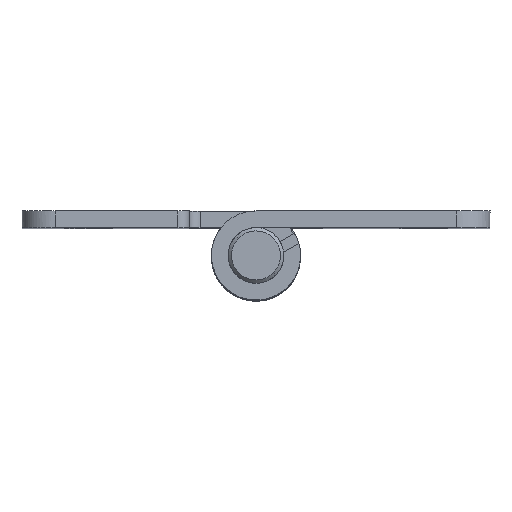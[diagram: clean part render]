
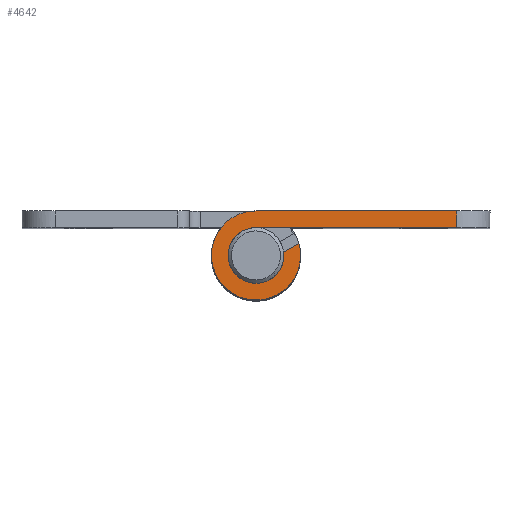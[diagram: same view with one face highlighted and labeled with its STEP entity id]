
A CAD part, top view. The second image highlights one B-rep face of the part: STEP entity #4642.
In plain terms, the highlighted free-form (B-spline) face has degree [1, 1] with [2, 2] control points.
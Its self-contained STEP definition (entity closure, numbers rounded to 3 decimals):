
#3291=CARTESIAN_POINT('',(3.854,1.07,62.0));
#3292=VERTEX_POINT('',#3291);
#3307=CARTESIAN_POINT('',(2.484,0.28,62.0));
#3308=VERTEX_POINT('',#3307);
#3316=CARTESIAN_POINT('',(3.854,1.07,62.0));
#3317=CARTESIAN_POINT('',(2.484,0.28,62.0));
#3318=QUASI_UNIFORM_CURVE('',1,(#3316,#3317),.UNSPECIFIED.,.F.,.U.);
#3319=EDGE_CURVE('',#3292,#3308,#3318,.T.);
#3392=CARTESIAN_POINT('',(18.0,2.5,62.0));
#3393=VERTEX_POINT('',#3392);
#3409=CARTESIAN_POINT('',(18.0,4.,62.0));
#3410=VERTEX_POINT('',#3409);
#3425=CARTESIAN_POINT('',(18.0,2.5,62.0));
#3426=CARTESIAN_POINT('',(18.0,4.,62.0));
#3427=QUASI_UNIFORM_CURVE('',1,(#3425,#3426),.UNSPECIFIED.,.F.,.U.);
#3428=EDGE_CURVE('',#3393,#3410,#3427,.T.);
#4543=CARTESIAN_POINT('',(-5.099,4.4,62.0));
#4544=CARTESIAN_POINT('',(19.099,4.4,62.0));
#4545=CARTESIAN_POINT('',(-5.099,-4.399,62.0));
#4546=CARTESIAN_POINT('',(19.099,-4.399,62.0));
#4547=B_SPLINE_SURFACE_WITH_KNOTS('',1,1,((#4543,#4545),(#4544,#4546)),.UNSPECIFIED.,.F.,.F.,.U.,(2,2),(2,2),(0.0,24.198),(0.0,8.799),.UNSPECIFIED.);
#4548=CARTESIAN_POINT('',(0.,4.,62.0));
#4549=VERTEX_POINT('',#4548);
#4550=CARTESIAN_POINT('',(-2.421,-3.184,62.0));
#4551=VERTEX_POINT('',#4550);
#4552=CARTESIAN_POINT('',(0.,4.,62.0));
#4553=CARTESIAN_POINT('',(-0.376,4.,62.));
#4554=CARTESIAN_POINT('',(-1.051,3.904,62.));
#4555=CARTESIAN_POINT('',(-1.871,3.563,62.));
#4556=CARTESIAN_POINT('',(-2.555,3.111,62.));
#4557=CARTESIAN_POINT('',(-3.169,2.505,62.));
#4558=CARTESIAN_POINT('',(-3.647,1.724,62.));
#4559=CARTESIAN_POINT('',(-3.897,0.983,62.));
#4560=CARTESIAN_POINT('',(-4.014,0.251,62.));
#4561=CARTESIAN_POINT('',(-3.999,-0.507,62.));
#4562=CARTESIAN_POINT('',(-3.811,-1.293,62.));
#4563=CARTESIAN_POINT('',(-3.478,-2.029,62.));
#4564=CARTESIAN_POINT('',(-3.02,-2.665,62.));
#4565=CARTESIAN_POINT('',(-2.617,-3.035,62.));
#4566=CARTESIAN_POINT('',(-2.421,-3.184,62.0));
#4567=B_SPLINE_CURVE_WITH_KNOTS('',3,(#4552,#4553,#4554,#4555,#4556,#4557,#4558,#4559,#4560,#4561,#4562,#4563,#4564,#4565,#4566),.UNSPECIFIED.,.F.,.U.,(4,1,1,1,1,1,1,1,1,1,1,1,4),(0.,1.129,2.024,2.647,3.582,4.594,5.373,5.918,6.813,7.631,8.332,9.227,9.967),.UNSPECIFIED.);
#4568=EDGE_CURVE('',#4549,#4551,#4567,.T.);
#4569=ORIENTED_EDGE('',*,*,#4568,.T.);
#4570=CARTESIAN_POINT('',(-2.421,-3.184,62.0));
#4571=CARTESIAN_POINT('',(-2.266,-3.302,62.));
#4572=CARTESIAN_POINT('',(-1.851,-3.572,62.));
#4573=CARTESIAN_POINT('',(-1.175,-3.851,62.));
#4574=CARTESIAN_POINT('',(-0.485,-3.986,62.));
#4575=CARTESIAN_POINT('',(0.269,-4.017,62.));
#4576=CARTESIAN_POINT('',(1.019,-3.902,62.));
#4577=CARTESIAN_POINT('',(1.844,-3.58,62.));
#4578=CARTESIAN_POINT('',(2.459,-3.184,62.));
#4579=CARTESIAN_POINT('',(2.951,-2.72,62.));
#4580=CARTESIAN_POINT('',(3.333,-2.242,62.));
#4581=CARTESIAN_POINT('',(3.719,-1.562,62.));
#4582=CARTESIAN_POINT('',(3.943,-0.823,62.));
#4583=CARTESIAN_POINT('',(4.031,0.11,62.));
#4584=CARTESIAN_POINT('',(3.962,0.683,62.));
#4585=CARTESIAN_POINT('',(3.854,1.07,62.0));
#4586=B_SPLINE_CURVE_WITH_KNOTS('',3,(#4570,#4571,#4572,#4573,#4574,#4575,#4576,#4577,#4578,#4579,#4580,#4581,#4582,#4583,#4584,#4585),.UNSPECIFIED.,.F.,.U.,(4,1,1,1,1,1,1,1,1,1,1,1,1,4),(0.,0.584,1.479,2.18,2.686,3.738,4.438,5.334,5.918,6.463,7.164,8.254,8.76,9.967),.UNSPECIFIED.);
#4587=EDGE_CURVE('',#4551,#3292,#4586,.T.);
#4588=ORIENTED_EDGE('',*,*,#4587,.T.);
#4589=ORIENTED_EDGE('',*,*,#3319,.T.);
#4590=CARTESIAN_POINT('',(-1.666,-1.864,62.));
#4591=VERTEX_POINT('',#4590);
#4592=CARTESIAN_POINT('',(-1.666,-1.864,62.));
#4593=CARTESIAN_POINT('',(-1.49,-2.021,62.));
#4594=CARTESIAN_POINT('',(-1.187,-2.223,62.));
#4595=CARTESIAN_POINT('',(-0.717,-2.406,62.));
#4596=CARTESIAN_POINT('',(-0.286,-2.499,62.));
#4597=CARTESIAN_POINT('',(0.188,-2.509,62.));
#4598=CARTESIAN_POINT('',(0.654,-2.427,62.));
#4599=CARTESIAN_POINT('',(1.053,-2.279,62.));
#4600=CARTESIAN_POINT('',(1.437,-2.062,62.));
#4601=CARTESIAN_POINT('',(1.765,-1.79,62.));
#4602=CARTESIAN_POINT('',(2.038,-1.464,62.));
#4603=CARTESIAN_POINT('',(2.284,-1.061,62.));
#4604=CARTESIAN_POINT('',(2.49,-0.478,62.));
#4605=CARTESIAN_POINT('',(2.514,0.014,62.));
#4606=CARTESIAN_POINT('',(2.484,0.28,62.0));
#4607=B_SPLINE_CURVE_WITH_KNOTS('',3,(#4592,#4593,#4594,#4595,#4596,#4597,#4598,#4599,#4600,#4601,#4602,#4603,#4604,#4605,#4606),.UNSPECIFIED.,.F.,.U.,(4,1,1,1,1,1,1,1,1,1,1,1,4),(0.,0.707,1.084,1.508,2.026,2.497,2.921,3.298,3.816,4.193,4.57,5.23,6.031),.UNSPECIFIED.);
#4608=EDGE_CURVE('',#4591,#3308,#4607,.T.);
#4609=ORIENTED_EDGE('',*,*,#4608,.F.);
#4610=CARTESIAN_POINT('',(0.,2.5,62.0));
#4611=VERTEX_POINT('',#4610);
#4612=CARTESIAN_POINT('',(0.,2.5,62.0));
#4613=CARTESIAN_POINT('',(-0.188,2.5,62.));
#4614=CARTESIAN_POINT('',(-0.518,2.463,62.));
#4615=CARTESIAN_POINT('',(-0.998,2.308,62.));
#4616=CARTESIAN_POINT('',(-1.456,2.059,62.));
#4617=CARTESIAN_POINT('',(-1.835,1.723,62.));
#4618=CARTESIAN_POINT('',(-2.158,1.296,62.));
#4619=CARTESIAN_POINT('',(-2.364,0.868,62.));
#4620=CARTESIAN_POINT('',(-2.492,0.348,62.));
#4621=CARTESIAN_POINT('',(-2.518,-0.236,62.));
#4622=CARTESIAN_POINT('',(-2.38,-0.857,62.));
#4623=CARTESIAN_POINT('',(-2.079,-1.43,62.));
#4624=CARTESIAN_POINT('',(-1.818,-1.728,62.));
#4625=CARTESIAN_POINT('',(-1.666,-1.864,62.));
#4626=B_SPLINE_CURVE_WITH_KNOTS('',3,(#4612,#4613,#4614,#4615,#4616,#4617,#4618,#4619,#4620,#4621,#4622,#4623,#4624,#4625),.UNSPECIFIED.,.F.,.U.,(4,1,1,1,1,1,1,1,1,1,1,4),(0.,0.565,0.989,1.508,2.12,2.497,3.11,3.534,4.099,4.853,5.418,6.031),.UNSPECIFIED.);
#4627=EDGE_CURVE('',#4611,#4591,#4626,.T.);
#4628=ORIENTED_EDGE('',*,*,#4627,.F.);
#4629=CARTESIAN_POINT('',(0.,2.5,62.0));
#4630=CARTESIAN_POINT('',(18.0,2.5,62.0));
#4631=QUASI_UNIFORM_CURVE('',1,(#4629,#4630),.UNSPECIFIED.,.F.,.U.);
#4632=EDGE_CURVE('',#4611,#3393,#4631,.T.);
#4633=ORIENTED_EDGE('',*,*,#4632,.T.);
#4634=ORIENTED_EDGE('',*,*,#3428,.T.);
#4635=CARTESIAN_POINT('',(18.0,4.,62.0));
#4636=CARTESIAN_POINT('',(0.,4.,62.0));
#4637=QUASI_UNIFORM_CURVE('',1,(#4635,#4636),.UNSPECIFIED.,.F.,.U.);
#4638=EDGE_CURVE('',#3410,#4549,#4637,.T.);
#4639=ORIENTED_EDGE('',*,*,#4638,.T.);
#4640=EDGE_LOOP('',(#4569,#4588,#4589,#4609,#4628,#4633,#4634,#4639));
#4641=FACE_OUTER_BOUND('',#4640,.T.);
#4642=ADVANCED_FACE('',(#4641),#4547,.F.);
